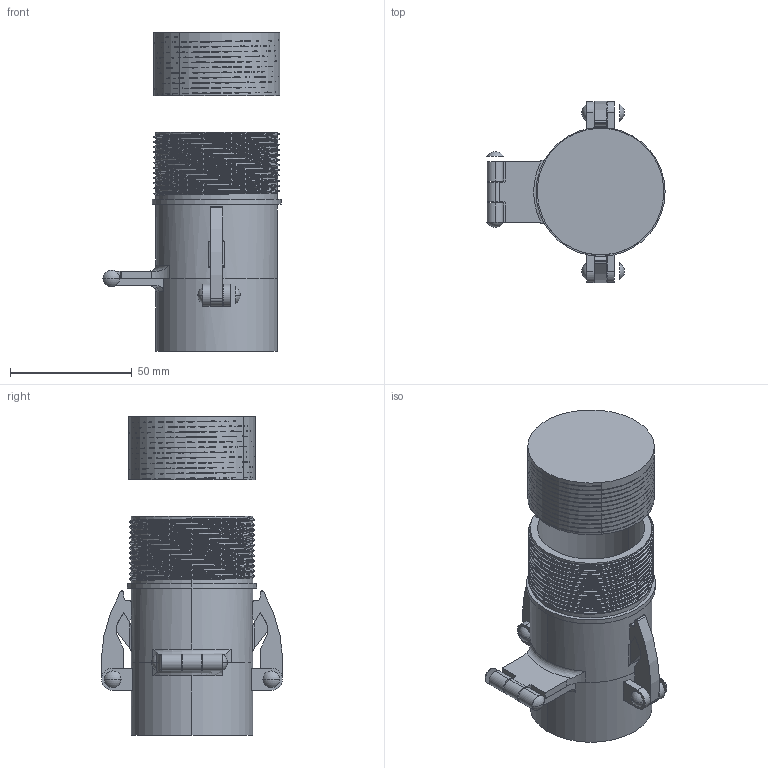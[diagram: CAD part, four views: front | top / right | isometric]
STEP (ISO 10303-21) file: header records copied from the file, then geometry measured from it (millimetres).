
FILE_DESCRIPTION (( 'STEP AP214' ), '1' );
FILE_NAME ('master_beta.STEP', '2026-01-02T05:01:04', ( '' ), ( '' ), 'SwSTEP 2.0', 'SolidWorks 2025', '' );
FILE_SCHEMA (( 'AUTOMOTIVE_DESIGN' ));
Length unit declared in the file: millimetre
Products named in the file (7): clip_pin; hinge_pin; cap; clip; body_2; body_1; master_beta
Assembly tree (8 placements, depth 2):
  master_beta
    body_1
    clip  x2
    body_2
    hinge_pin
    clip_pin  x2
    cap
Bounding box: 73.2 x 74.56 x 131 mm (x, y, z)
Volume: 64881.7 mm3; surface area: 49980.6 mm2
Topology: 15 solids, 15 shells, 261 faces, 680 edges, 450 vertices
Faces by surface type: cylinder 133, plane 96, bspline 18, sphere 12, torus 2
Full cylindrical faces by diameter (mm): 50 x1
Entity records: 23093 total; most frequent: CARTESIAN_POINT 17455, ORIENTED_EDGE 1196, DIRECTION 1058, EDGE_CURVE 598, AXIS2_PLACEMENT_3D 400, VERTEX_POINT 398, LINE 258, VECTOR 258
